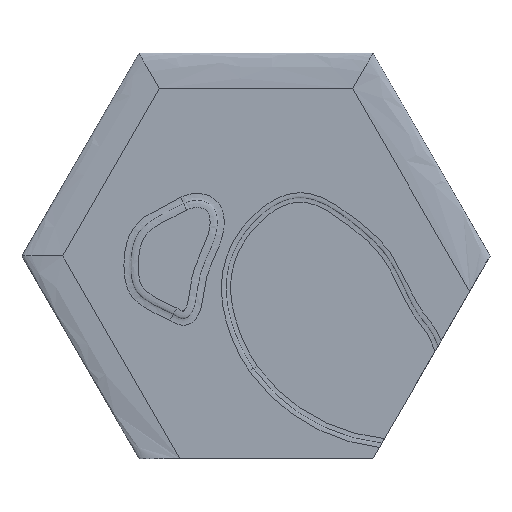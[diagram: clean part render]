
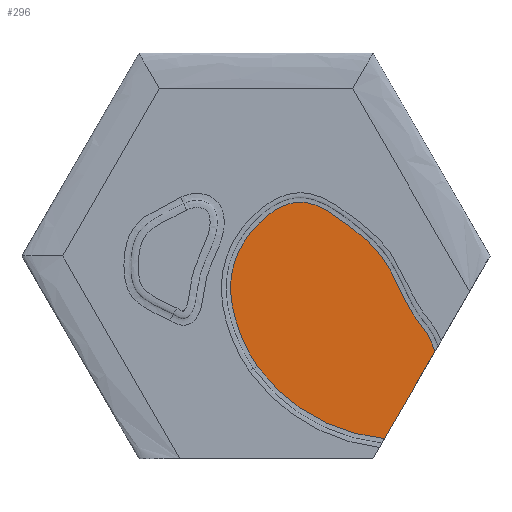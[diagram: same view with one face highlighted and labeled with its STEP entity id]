
A CAD part, top view. The second image highlights one B-rep face of the part: STEP entity #296.
In plain terms, the highlighted planar face has unit normal (0, 0, 1).
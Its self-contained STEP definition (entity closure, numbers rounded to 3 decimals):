
#296=ADVANCED_FACE('',(#3309),#3311,.T.);
#3309=FACE_BOUND('',#3310,.T.);
#3310=EDGE_LOOP('',(#3443,#3444,#3445));
#3311=PLANE('',#3312);
#3312=AXIS2_PLACEMENT_3D('',#3313,#3314,#3315);
#3313=CARTESIAN_POINT('',(0.,0.,1.5));
#3314=DIRECTION('',(0.,0.,1.));
#3315=DIRECTION('',(0.,1.,0.));
#3443=ORIENTED_EDGE('',*,*,#3529,.T.);
#3444=ORIENTED_EDGE('',*,*,#3524,.T.);
#3445=ORIENTED_EDGE('',*,*,#3521,.T.);
#3521=EDGE_CURVE('',#3667,#3665,#3668,.T.);
#3524=EDGE_CURVE('',#3670,#3667,#3672,.T.);
#3529=EDGE_CURVE('',#3665,#3670,#3679,.F.);
#3665=VERTEX_POINT('',#5026);
#3667=VERTEX_POINT('',#5102);
#3668=CIRCLE('',#5103,75.);
#3670=VERTEX_POINT('',#5199);
#3672=TRIMMED_CURVE('',#5271,(PARAMETER_VALUE(0.267)),(PARAMETER_VALUE(
1.)),.T.,.PARAMETER.);
#3679=LINE('',#5504,#5505);
#5026=CARTESIAN_POINT('',(-94.394,8.505,1.5));
#5102=CARTESIAN_POINT('',(-148.534,39.413,1.5));
#5103=AXIS2_PLACEMENT_3D('',#5104,#5105,#5106);
#5104=CARTESIAN_POINT('',(-87.643,83.2,1.5));
#5105=DIRECTION('',(0.,0.,1.));
#5106=DIRECTION('',(-0.812,-0.584,0.));
#5199=CARTESIAN_POINT('',(-73.082,45.417,1.5));
#5271=B_SPLINE_CURVE_WITH_KNOTS('',3,
(#5694,#5695,#5696,#5697,#5698,#5699,#5700,#5701,#5702,#5703,#5704,#5705,#5706,#5707,
#5708,#5709,#5710,#5711,#5712,#5713,#5714,#5715,#5716,#5717,#5718,#5719,#5720,#5721,
#5722,#5723,#5724,#5725,#5726,#5727,#5728,#5729,#5730,#5731,#5732,#5733,#5734,#5735,
#5736,#5737,#5738,#5739,#5740,#5741,#5742,#5743,#5744,#5745,#5746,#5747,#5748,#5749,
#5750,#5751,#5752,#5753,#5754,#5755,#5756,#5757,#5758,#5759,#5760,#5761,#5762,#5763,
#5764,#5765,#5766,#5767),
.UNSPECIFIED.,.F.,.F.,
(4,1,1,1,1,1,1,1,1,1,1,1,1,1,1,1,1,1,1,1,1,1,1,1,1,1,1,1,1,1,1,1,1,1,1,1,1,1,1,1,
1,1,1,1,1,1,1,1,1,1,1,1,1,1,1,1,1,1,1,1,1,1,1,1,1,1,1,1,1,1,1,4),
(0.,0.014,0.025,0.038,0.05,0.063,
0.075,0.086,0.097,0.107,0.116,
0.127,0.141,0.159,0.177,0.194,
0.208,0.221,0.24,0.263,0.284,
0.298,0.306,0.316,0.328,0.343,
0.357,0.371,0.386,0.401,0.412,
0.42,0.428,0.441,0.459,0.477,
0.493,0.504,0.514,0.524,0.538,
0.556,0.577,0.594,0.608,0.617,
0.625,0.635,0.649,0.664,0.68,
0.694,0.707,0.717,0.727,0.737,
0.749,0.763,0.78,0.797,0.812,
0.827,0.843,0.862,0.882,0.902,
0.918,0.931,0.944,0.962,0.981,
1.),
.UNSPECIFIED.);
#5504=CARTESIAN_POINT('',(-73.082,45.417,1.5));
#5505=VECTOR('',#5506,1.);
#5506=DIRECTION('',(-0.5,-0.866,0.));
#5694=CARTESIAN_POINT('',(-90.451,8.241,1.5));
#5695=CARTESIAN_POINT('',(-89.441,8.313,1.5));
#5696=CARTESIAN_POINT('',(-87.626,8.496,1.5));
#5697=CARTESIAN_POINT('',(-85.204,8.83,1.5));
#5698=CARTESIAN_POINT('',(-83.099,9.25,1.5));
#5699=CARTESIAN_POINT('',(-81.195,9.798,1.5));
#5700=CARTESIAN_POINT('',(-79.574,10.471,1.5));
#5701=CARTESIAN_POINT('',(-78.218,11.261,1.5));
#5702=CARTESIAN_POINT('',(-77.083,12.159,1.5));
#5703=CARTESIAN_POINT('',(-76.118,13.181,1.5));
#5704=CARTESIAN_POINT('',(-75.288,14.331,1.5));
#5705=CARTESIAN_POINT('',(-74.528,15.681,1.5));
#5706=CARTESIAN_POINT('',(-73.732,17.492,1.5));
#5707=CARTESIAN_POINT('',(-72.899,20.033,1.5));
#5708=CARTESIAN_POINT('',(-72.145,23.392,1.5));
#5709=CARTESIAN_POINT('',(-71.635,27.199,1.5));
#5710=CARTESIAN_POINT('',(-71.418,30.851,1.5));
#5711=CARTESIAN_POINT('',(-71.422,34.052,1.5));
#5712=CARTESIAN_POINT('',(-71.598,37.224,1.5));
#5713=CARTESIAN_POINT('',(-72.026,40.813,1.5));
#5714=CARTESIAN_POINT('',(-72.8,44.579,1.5));
#5715=CARTESIAN_POINT('',(-73.741,47.676,1.5));
#5716=CARTESIAN_POINT('',(-74.55,49.729,1.5));
#5717=CARTESIAN_POINT('',(-75.185,51.104,1.5));
#5718=CARTESIAN_POINT('',(-75.8,52.27,1.5));
#5719=CARTESIAN_POINT('',(-76.564,53.516,1.5));
#5720=CARTESIAN_POINT('',(-77.477,54.804,1.5));
#5721=CARTESIAN_POINT('',(-78.528,56.148,1.5));
#5722=CARTESIAN_POINT('',(-79.691,57.592,1.5));
#5723=CARTESIAN_POINT('',(-80.937,59.198,1.5));
#5724=CARTESIAN_POINT('',(-82.142,60.908,1.5));
#5725=CARTESIAN_POINT('',(-83.16,62.526,1.5));
#5726=CARTESIAN_POINT('',(-84.018,64.037,1.5));
#5727=CARTESIAN_POINT('',(-84.923,65.754,1.5));
#5728=CARTESIAN_POINT('',(-86.124,68.181,1.5));
#5729=CARTESIAN_POINT('',(-87.679,71.468,1.5));
#5730=CARTESIAN_POINT('',(-89.398,75.076,1.5));
#5731=CARTESIAN_POINT('',(-91.008,78.255,1.5));
#5732=CARTESIAN_POINT('',(-92.352,80.701,1.5));
#5733=CARTESIAN_POINT('',(-93.529,82.668,1.5));
#5734=CARTESIAN_POINT('',(-94.83,84.644,1.5));
#5735=CARTESIAN_POINT('',(-96.562,86.974,1.5));
#5736=CARTESIAN_POINT('',(-98.919,89.701,1.5));
#5737=CARTESIAN_POINT('',(-101.717,92.462,1.5));
#5738=CARTESIAN_POINT('',(-104.565,94.951,1.5));
#5739=CARTESIAN_POINT('',(-106.974,96.916,1.5));
#5740=CARTESIAN_POINT('',(-108.918,98.446,1.5));
#5741=CARTESIAN_POINT('',(-110.719,99.842,1.5));
#5742=CARTESIAN_POINT('',(-112.862,101.455,1.5));
#5743=CARTESIAN_POINT('',(-115.63,103.407,1.5));
#5744=CARTESIAN_POINT('',(-118.93,105.45,1.5));
#5745=CARTESIAN_POINT('',(-122.333,107.128,1.5));
#5746=CARTESIAN_POINT('',(-125.563,108.246,1.5));
#5747=CARTESIAN_POINT('',(-128.36,108.78,1.5));
#5748=CARTESIAN_POINT('',(-130.86,108.874,1.5));
#5749=CARTESIAN_POINT('',(-133.097,108.626,1.5));
#5750=CARTESIAN_POINT('',(-135.577,108.,1.5));
#5751=CARTESIAN_POINT('',(-138.438,106.856,1.5));
#5752=CARTESIAN_POINT('',(-141.818,104.932,1.5));
#5753=CARTESIAN_POINT('',(-145.503,102.141,1.5));
#5754=CARTESIAN_POINT('',(-148.99,98.744,1.5));
#5755=CARTESIAN_POINT('',(-152.032,95.05,1.5));
#5756=CARTESIAN_POINT('',(-154.506,91.363,1.5));
#5757=CARTESIAN_POINT('',(-156.698,87.219,1.5));
#5758=CARTESIAN_POINT('',(-158.468,82.476,1.5));
#5759=CARTESIAN_POINT('',(-159.581,77.028,1.5));
#5760=CARTESIAN_POINT('',(-159.818,71.577,1.5));
#5761=CARTESIAN_POINT('',(-159.358,66.485,1.5));
#5762=CARTESIAN_POINT('',(-158.472,61.87,1.5));
#5763=CARTESIAN_POINT('',(-157.097,56.895,1.5));
#5764=CARTESIAN_POINT('',(-154.996,51.153,1.5));
#5765=CARTESIAN_POINT('',(-152.066,44.982,1.5));
#5766=CARTESIAN_POINT('',(-149.727,41.136,1.5));
#5767=CARTESIAN_POINT('',(-148.524,39.399,1.5));
